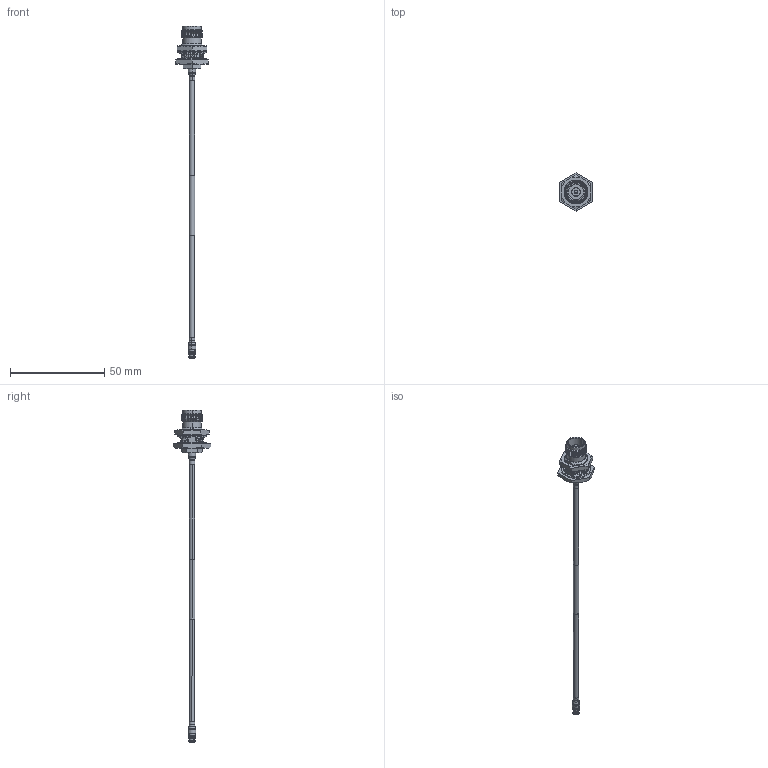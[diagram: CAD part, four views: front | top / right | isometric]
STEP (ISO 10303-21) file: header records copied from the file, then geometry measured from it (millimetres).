
FILE_DESCRIPTION (( 'STEP AP214' ), '1' );
FILE_NAME ('FMCA3260_3D.step', '2023-05-10T07:47:06', ( '' ), ( '' ), 'SwSTEP 2.0', 'SolidWorks 2022', '' );
FILE_SCHEMA (( 'AUTOMOTIVE_DESIGN' ));
Length unit declared in the file: inch
Products named in the file (6): FMCA3260_3D; FM-SR086TBJ; PE44714_FMCN1416; SC5180_Outline; Copy of HeatShrink_SC5180^FMCA3260; Copy of HeatShrink_FMCN1416^FMCA3260
Assembly tree (5 placements, depth 2):
  FMCA3260_3D
    SC5180_Outline
    Copy of HeatShrink_SC5180^FMCA3260
    FM-SR086TBJ
    Copy of HeatShrink_FMCN1416^FMCA3260
    PE44714_FMCN1416
Bounding box: 17.48 x 20.18 x 176.3 mm (x, y, z)
Volume: 3403.8 mm3; surface area: 4826.3 mm2
Topology: 9 solids, 9 shells, 420 faces, 1118 edges, 733 vertices
Faces by surface type: cylinder 131, plane 114, cone 89, bspline 78, torus 8
Entity records: 27744 total; most frequent: CARTESIAN_POINT 17637, ORIENTED_EDGE 2228, DIRECTION 1745, EDGE_CURVE 1114, VERTEX_POINT 733, AXIS2_PLACEMENT_3D 680, EDGE_LOOP 449, FACE_OUTER_BOUND 420
